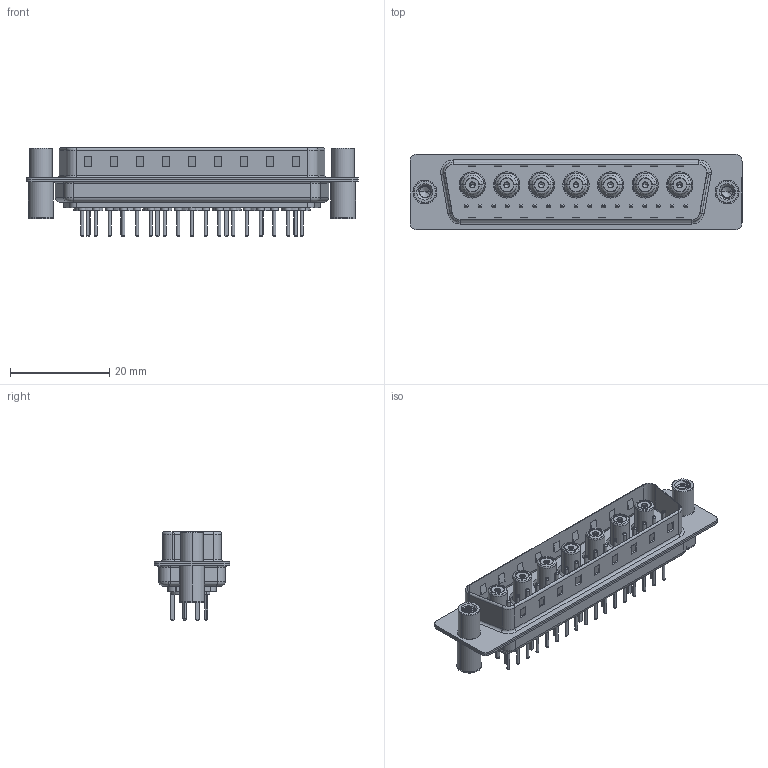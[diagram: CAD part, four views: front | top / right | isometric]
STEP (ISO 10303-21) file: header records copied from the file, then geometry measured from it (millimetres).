
FILE_DESCRIPTION (( 'STEP AP203' ), '1' );
FILE_NAME ('627-24W7224-7TC.STEP', '2019-06-18T22:11:29', ( '' ), ( '' ), 'SwSTEP 2.0', 'SolidWorks 2016', '' );
FILE_SCHEMA (( 'CONFIG_CONTROL_DESIGN' ));
Length unit declared in the file: millimetre
Products named in the file (13): Co-Ax Jack Assy_St; 627Combo Shell Rear_50 Contacts; 627Combo Threaded Standoff and Board Spacer_4; 627Combo Shell Front_50 Contacts; 627Combo Contact Row 3_24; 627Combo Threaded Standoff and Board Spacer_C; 627-24W7224-7TC; Co-Ax Jack_Straight PC Tail; Insulator Socket; Insulator Socket 2; Locking Collar; Socket_Str; 627Combo Housing_24W7
Assembly tree (34 placements, depth 3):
  627-24W7224-7TC
    627Combo Housing_24W7
    627Combo Shell Rear_50 Contacts
    627Combo Shell Front_50 Contacts
    627Combo Threaded Standoff and Board Spacer_C
    Co-Ax Jack Assy_St  x7
      Co-Ax Jack_Straight PC Tail
      Insulator Socket
      Insulator Socket 2
      Locking Collar
      Socket_Str
    627Combo Threaded Standoff and Board Spacer_4
    627Combo Contact Row 3_24  x17
Bounding box: 67 x 15.3 x 17.9 mm (x, y, z)
Volume: 4971.4 mm3; surface area: 13981.1 mm2
Topology: 57 solids, 57 shells, 1913 faces, 4304 edges, 2655 vertices
Faces by surface type: cylinder 770, plane 657, torus 354, cone 92, bspline 26, sphere 14
Entity records: 30710 total; most frequent: CARTESIAN_POINT 9289, DIRECTION 4229, ORIENTED_EDGE 3944, EDGE_CURVE 1972, AXIS2_PLACEMENT_3D 1620, VERTEX_POINT 1255, VECTOR 989, EDGE_LOOP 989
